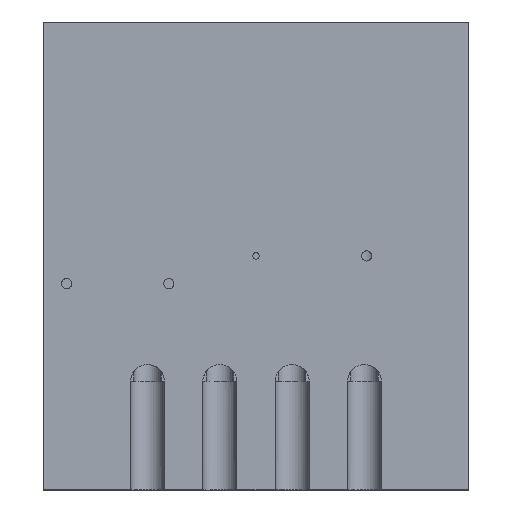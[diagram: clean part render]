
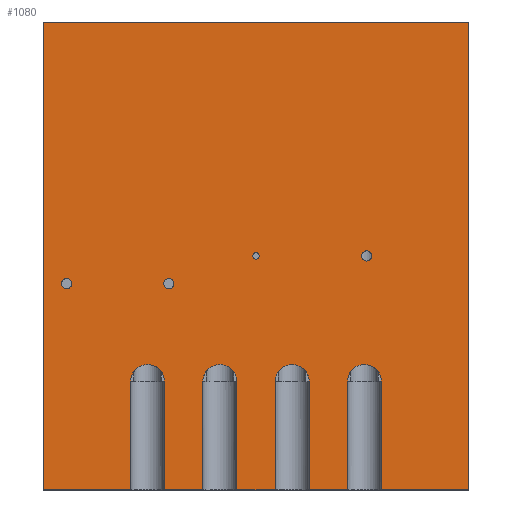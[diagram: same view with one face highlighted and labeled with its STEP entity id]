
A CAD part, top view. The second image highlights one B-rep face of the part: STEP entity #1080.
In plain terms, the highlighted planar face has unit normal (0, 0, 1).
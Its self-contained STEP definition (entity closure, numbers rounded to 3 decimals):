
#16=FACE_BOUND('',#179,.T.);
#17=FACE_BOUND('',#180,.T.);
#18=FACE_BOUND('',#181,.T.);
#19=FACE_BOUND('',#182,.T.);
#48=PLANE('',#1191);
#108=FACE_OUTER_BOUND('',#178,.T.);
#178=EDGE_LOOP('',(#818,#819,#820,#821,#822,#823,#824,#825,#826,#827,#828,
#829,#830,#831,#832,#833,#834,#835,#836,#837));
#179=EDGE_LOOP('',(#838));
#180=EDGE_LOOP('',(#839));
#181=EDGE_LOOP('',(#840));
#182=EDGE_LOOP('',(#841));
#249=LINE('',#1770,#343);
#253=LINE('',#1777,#347);
#254=LINE('',#1782,#348);
#255=LINE('',#1784,#349);
#256=LINE('',#1786,#350);
#257=LINE('',#1788,#351);
#258=LINE('',#1790,#352);
#259=LINE('',#1792,#353);
#260=LINE('',#1796,#354);
#261=LINE('',#1798,#355);
#262=LINE('',#1800,#356);
#263=LINE('',#1804,#357);
#264=LINE('',#1806,#358);
#265=LINE('',#1808,#359);
#266=LINE('',#1812,#360);
#267=LINE('',#1813,#361);
#343=VECTOR('',#1391,10.);
#347=VECTOR('',#1397,10.);
#348=VECTOR('',#1404,10.);
#349=VECTOR('',#1405,10.);
#350=VECTOR('',#1406,10.);
#351=VECTOR('',#1407,10.);
#352=VECTOR('',#1408,10.);
#353=VECTOR('',#1409,10.);
#354=VECTOR('',#1412,10.);
#355=VECTOR('',#1413,10.);
#356=VECTOR('',#1414,10.);
#357=VECTOR('',#1417,10.);
#358=VECTOR('',#1418,10.);
#359=VECTOR('',#1419,10.);
#360=VECTOR('',#1422,10.);
#361=VECTOR('',#1423,10.);
#419=CIRCLE('',#1142,0.75);
#421=CIRCLE('',#1146,1.2);
#423=CIRCLE('',#1150,1.2);
#425=CIRCLE('',#1154,1.2);
#441=CIRCLE('',#1185,4.);
#443=CIRCLE('',#1192,4.);
#444=CIRCLE('',#1193,4.);
#445=CIRCLE('',#1194,4.);
#474=VERTEX_POINT('',#1617);
#476=VERTEX_POINT('',#1624);
#478=VERTEX_POINT('',#1631);
#480=VERTEX_POINT('',#1638);
#501=VERTEX_POINT('',#1760);
#502=VERTEX_POINT('',#1762);
#504=VERTEX_POINT('',#1768);
#505=VERTEX_POINT('',#1773);
#507=VERTEX_POINT('',#1781);
#508=VERTEX_POINT('',#1783);
#509=VERTEX_POINT('',#1785);
#510=VERTEX_POINT('',#1787);
#511=VERTEX_POINT('',#1789);
#512=VERTEX_POINT('',#1791);
#513=VERTEX_POINT('',#1793);
#514=VERTEX_POINT('',#1795);
#515=VERTEX_POINT('',#1797);
#516=VERTEX_POINT('',#1799);
#517=VERTEX_POINT('',#1801);
#518=VERTEX_POINT('',#1803);
#519=VERTEX_POINT('',#1805);
#520=VERTEX_POINT('',#1807);
#521=VERTEX_POINT('',#1809);
#522=VERTEX_POINT('',#1811);
#572=EDGE_CURVE('',#474,#474,#419,.T.);
#575=EDGE_CURVE('',#476,#476,#421,.T.);
#578=EDGE_CURVE('',#478,#478,#423,.T.);
#581=EDGE_CURVE('',#480,#480,#425,.T.);
#614=EDGE_CURVE('',#501,#502,#441,.T.);
#617=EDGE_CURVE('',#504,#501,#249,.T.);
#621=EDGE_CURVE('',#502,#505,#253,.T.);
#623=EDGE_CURVE('',#504,#507,#254,.T.);
#624=EDGE_CURVE('',#507,#508,#255,.T.);
#625=EDGE_CURVE('',#508,#509,#256,.T.);
#626=EDGE_CURVE('',#509,#510,#257,.T.);
#627=EDGE_CURVE('',#510,#511,#258,.T.);
#628=EDGE_CURVE('',#511,#512,#259,.T.);
#629=EDGE_CURVE('',#512,#513,#443,.T.);
#630=EDGE_CURVE('',#513,#514,#260,.T.);
#631=EDGE_CURVE('',#514,#515,#261,.T.);
#632=EDGE_CURVE('',#516,#515,#262,.T.);
#633=EDGE_CURVE('',#517,#516,#444,.T.);
#634=EDGE_CURVE('',#518,#517,#263,.T.);
#635=EDGE_CURVE('',#518,#519,#264,.T.);
#636=EDGE_CURVE('',#520,#519,#265,.T.);
#637=EDGE_CURVE('',#521,#520,#445,.T.);
#638=EDGE_CURVE('',#522,#521,#266,.T.);
#639=EDGE_CURVE('',#522,#505,#267,.T.);
#818=ORIENTED_EDGE('',*,*,#621,.F.);
#819=ORIENTED_EDGE('',*,*,#614,.F.);
#820=ORIENTED_EDGE('',*,*,#617,.F.);
#821=ORIENTED_EDGE('',*,*,#623,.T.);
#822=ORIENTED_EDGE('',*,*,#624,.T.);
#823=ORIENTED_EDGE('',*,*,#625,.T.);
#824=ORIENTED_EDGE('',*,*,#626,.T.);
#825=ORIENTED_EDGE('',*,*,#627,.T.);
#826=ORIENTED_EDGE('',*,*,#628,.T.);
#827=ORIENTED_EDGE('',*,*,#629,.T.);
#828=ORIENTED_EDGE('',*,*,#630,.T.);
#829=ORIENTED_EDGE('',*,*,#631,.T.);
#830=ORIENTED_EDGE('',*,*,#632,.F.);
#831=ORIENTED_EDGE('',*,*,#633,.F.);
#832=ORIENTED_EDGE('',*,*,#634,.F.);
#833=ORIENTED_EDGE('',*,*,#635,.T.);
#834=ORIENTED_EDGE('',*,*,#636,.F.);
#835=ORIENTED_EDGE('',*,*,#637,.F.);
#836=ORIENTED_EDGE('',*,*,#638,.F.);
#837=ORIENTED_EDGE('',*,*,#639,.T.);
#838=ORIENTED_EDGE('',*,*,#572,.T.);
#839=ORIENTED_EDGE('',*,*,#575,.T.);
#840=ORIENTED_EDGE('',*,*,#578,.T.);
#841=ORIENTED_EDGE('',*,*,#581,.T.);
#1080=ADVANCED_FACE('',(#108,#16,#17,#18,#19),#48,.T.);
#1142=AXIS2_PLACEMENT_3D('',#1618,#1279,#1280);
#1146=AXIS2_PLACEMENT_3D('',#1625,#1288,#1289);
#1150=AXIS2_PLACEMENT_3D('',#1632,#1297,#1298);
#1154=AXIS2_PLACEMENT_3D('',#1639,#1306,#1307);
#1185=AXIS2_PLACEMENT_3D('',#1763,#1383,#1384);
#1191=AXIS2_PLACEMENT_3D('',#1780,#1402,#1403);
#1192=AXIS2_PLACEMENT_3D('',#1794,#1410,#1411);
#1193=AXIS2_PLACEMENT_3D('',#1802,#1415,#1416);
#1194=AXIS2_PLACEMENT_3D('',#1810,#1420,#1421);
#1279=DIRECTION('center_axis',(0.,0.,-1.));
#1280=DIRECTION('ref_axis',(1.,0.,0.));
#1288=DIRECTION('center_axis',(0.,0.,-1.));
#1289=DIRECTION('ref_axis',(1.,0.,0.));
#1297=DIRECTION('center_axis',(0.,0.,-1.));
#1298=DIRECTION('ref_axis',(1.,0.,0.));
#1306=DIRECTION('center_axis',(0.,0.,-1.));
#1307=DIRECTION('ref_axis',(1.,0.,0.));
#1383=DIRECTION('center_axis',(0.,0.,1.));
#1384=DIRECTION('ref_axis',(-1.,0.,0.));
#1391=DIRECTION('',(0.,1.,0.));
#1397=DIRECTION('',(0.,-1.,0.));
#1402=DIRECTION('center_axis',(0.,0.,1.));
#1403=DIRECTION('ref_axis',(1.,0.,0.));
#1404=DIRECTION('',(1.,0.,0.));
#1405=DIRECTION('',(0.,1.,0.));
#1406=DIRECTION('',(-1.,0.,0.));
#1407=DIRECTION('',(0.,-1.,0.));
#1408=DIRECTION('',(1.,0.,0.));
#1409=DIRECTION('',(0.,1.,0.));
#1410=DIRECTION('center_axis',(0.,0.,-1.));
#1411=DIRECTION('ref_axis',(-1.,0.,0.));
#1412=DIRECTION('',(0.,-1.,0.));
#1413=DIRECTION('',(1.,0.,0.));
#1414=DIRECTION('',(0.,-1.,0.));
#1415=DIRECTION('center_axis',(0.,0.,1.));
#1416=DIRECTION('ref_axis',(-1.,0.,0.));
#1417=DIRECTION('',(0.,1.,0.));
#1418=DIRECTION('',(1.,0.,0.));
#1419=DIRECTION('',(0.,-1.,0.));
#1420=DIRECTION('center_axis',(0.,0.,1.));
#1421=DIRECTION('ref_axis',(-1.,0.,0.));
#1422=DIRECTION('',(0.,1.,0.));
#1423=DIRECTION('',(1.,0.,0.));
#1617=CARTESIAN_POINT('',(-0.75,0.,15.));
#1618=CARTESIAN_POINT('Origin',(0.,0.,15.));
#1624=CARTESIAN_POINT('',(-45.7,-6.5,15.));
#1625=CARTESIAN_POINT('Origin',(-44.5,-6.5,15.));
#1631=CARTESIAN_POINT('',(-21.7,-6.5,15.));
#1632=CARTESIAN_POINT('Origin',(-20.5,-6.5,15.));
#1638=CARTESIAN_POINT('',(24.8,0.,15.));
#1639=CARTESIAN_POINT('Origin',(26.,0.,15.));
#1760=CARTESIAN_POINT('',(29.5,-29.5,15.));
#1762=CARTESIAN_POINT('',(21.5,-29.5,15.));
#1763=CARTESIAN_POINT('Origin',(25.5,-29.5,15.));
#1768=CARTESIAN_POINT('',(29.5,-55.,15.));
#1770=CARTESIAN_POINT('',(29.5,-27.5,15.));
#1773=CARTESIAN_POINT('',(21.5,-55.,15.));
#1777=CARTESIAN_POINT('',(21.5,-27.5,15.));
#1780=CARTESIAN_POINT('Origin',(0.,0.,15.));
#1781=CARTESIAN_POINT('',(50.,-55.,15.));
#1782=CARTESIAN_POINT('',(-50.,-55.,15.));
#1783=CARTESIAN_POINT('',(50.,55.,15.));
#1784=CARTESIAN_POINT('',(50.,-55.,15.));
#1785=CARTESIAN_POINT('',(-50.,55.,15.));
#1786=CARTESIAN_POINT('',(50.,55.,15.));
#1787=CARTESIAN_POINT('',(-50.,-55.,15.));
#1788=CARTESIAN_POINT('',(-50.,55.,15.));
#1789=CARTESIAN_POINT('',(-29.5,-55.,15.));
#1790=CARTESIAN_POINT('',(-50.,-55.,15.));
#1791=CARTESIAN_POINT('',(-29.5,-29.5,15.));
#1792=CARTESIAN_POINT('',(-29.5,-27.5,15.));
#1793=CARTESIAN_POINT('',(-21.5,-29.5,15.));
#1794=CARTESIAN_POINT('Origin',(-25.5,-29.5,15.));
#1795=CARTESIAN_POINT('',(-21.5,-55.,15.));
#1796=CARTESIAN_POINT('',(-21.5,-27.5,15.));
#1797=CARTESIAN_POINT('',(-12.5,-55.,15.));
#1798=CARTESIAN_POINT('',(-50.,-55.,15.));
#1799=CARTESIAN_POINT('',(-12.5,-29.5,15.));
#1800=CARTESIAN_POINT('',(-12.5,-27.5,15.));
#1801=CARTESIAN_POINT('',(-4.5,-29.5,15.));
#1802=CARTESIAN_POINT('Origin',(-8.5,-29.5,15.));
#1803=CARTESIAN_POINT('',(-4.5,-55.,15.));
#1804=CARTESIAN_POINT('',(-4.5,-27.5,15.));
#1805=CARTESIAN_POINT('',(4.5,-55.,15.));
#1806=CARTESIAN_POINT('',(-50.,-55.,15.));
#1807=CARTESIAN_POINT('',(4.5,-29.5,15.));
#1808=CARTESIAN_POINT('',(4.5,-27.5,15.));
#1809=CARTESIAN_POINT('',(12.5,-29.5,15.));
#1810=CARTESIAN_POINT('Origin',(8.5,-29.5,15.));
#1811=CARTESIAN_POINT('',(12.5,-55.,15.));
#1812=CARTESIAN_POINT('',(12.5,-27.5,15.));
#1813=CARTESIAN_POINT('',(-50.,-55.,15.));
